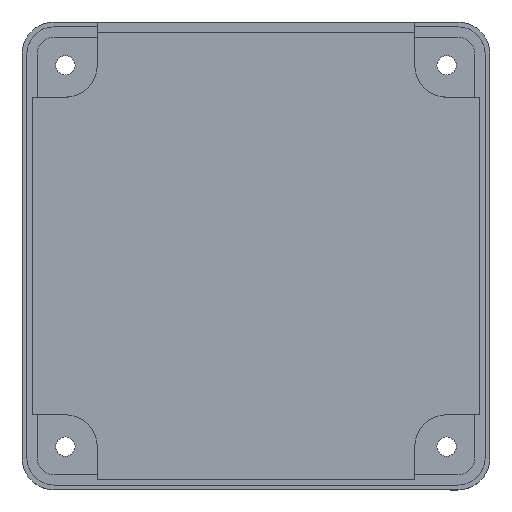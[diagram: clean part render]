
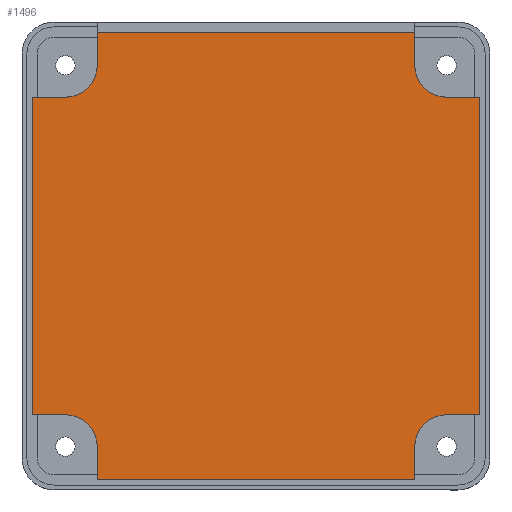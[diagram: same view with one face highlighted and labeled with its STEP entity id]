
A CAD part, top view. The second image highlights one B-rep face of the part: STEP entity #1496.
In plain terms, the highlighted planar face has unit normal (0, 0, 1).
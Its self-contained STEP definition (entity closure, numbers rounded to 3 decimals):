
#67=CIRCLE('',#1597,5.942);
#68=CIRCLE('',#1598,5.942);
#69=CIRCLE('',#1599,5.942);
#70=CIRCLE('',#1600,5.942);
#138=FACE_OUTER_BOUND('',#224,.T.);
#224=EDGE_LOOP('',(#1017,#1018,#1019,#1020,#1021,#1022,#1023,#1024,#1025,
#1026,#1027,#1028,#1029,#1030,#1031,#1032));
#319=LINE('',#2217,#475);
#326=LINE('',#2231,#482);
#334=LINE('',#2247,#490);
#335=LINE('',#2251,#491);
#336=LINE('',#2253,#492);
#337=LINE('',#2255,#493);
#338=LINE('',#2259,#494);
#339=LINE('',#2261,#495);
#340=LINE('',#2263,#496);
#341=LINE('',#2267,#497);
#342=LINE('',#2269,#498);
#343=LINE('',#2271,#499);
#475=VECTOR('',#1751,10.);
#482=VECTOR('',#1762,10.);
#490=VECTOR('',#1772,10.);
#491=VECTOR('',#1775,10.);
#492=VECTOR('',#1776,10.);
#493=VECTOR('',#1777,10.);
#494=VECTOR('',#1780,10.);
#495=VECTOR('',#1781,10.);
#496=VECTOR('',#1782,10.);
#497=VECTOR('',#1785,10.);
#498=VECTOR('',#1786,10.);
#499=VECTOR('',#1787,10.);
#631=VERTEX_POINT('',#2215);
#632=VERTEX_POINT('',#2216);
#637=VERTEX_POINT('',#2230);
#644=VERTEX_POINT('',#2246);
#645=VERTEX_POINT('',#2248);
#646=VERTEX_POINT('',#2250);
#647=VERTEX_POINT('',#2252);
#648=VERTEX_POINT('',#2254);
#649=VERTEX_POINT('',#2256);
#650=VERTEX_POINT('',#2258);
#651=VERTEX_POINT('',#2260);
#652=VERTEX_POINT('',#2262);
#653=VERTEX_POINT('',#2264);
#654=VERTEX_POINT('',#2266);
#655=VERTEX_POINT('',#2268);
#656=VERTEX_POINT('',#2270);
#775=EDGE_CURVE('',#631,#632,#319,.T.);
#782=EDGE_CURVE('',#637,#631,#326,.T.);
#790=EDGE_CURVE('',#632,#644,#334,.T.);
#791=EDGE_CURVE('',#644,#645,#67,.T.);
#792=EDGE_CURVE('',#645,#646,#335,.T.);
#793=EDGE_CURVE('',#646,#647,#336,.T.);
#794=EDGE_CURVE('',#647,#648,#337,.T.);
#795=EDGE_CURVE('',#648,#649,#68,.T.);
#796=EDGE_CURVE('',#649,#650,#338,.T.);
#797=EDGE_CURVE('',#650,#651,#339,.T.);
#798=EDGE_CURVE('',#651,#652,#340,.T.);
#799=EDGE_CURVE('',#652,#653,#69,.T.);
#800=EDGE_CURVE('',#653,#654,#341,.T.);
#801=EDGE_CURVE('',#654,#655,#342,.T.);
#802=EDGE_CURVE('',#655,#656,#343,.T.);
#803=EDGE_CURVE('',#656,#637,#70,.T.);
#1017=ORIENTED_EDGE('',*,*,#775,.T.);
#1018=ORIENTED_EDGE('',*,*,#790,.T.);
#1019=ORIENTED_EDGE('',*,*,#791,.T.);
#1020=ORIENTED_EDGE('',*,*,#792,.T.);
#1021=ORIENTED_EDGE('',*,*,#793,.T.);
#1022=ORIENTED_EDGE('',*,*,#794,.T.);
#1023=ORIENTED_EDGE('',*,*,#795,.T.);
#1024=ORIENTED_EDGE('',*,*,#796,.T.);
#1025=ORIENTED_EDGE('',*,*,#797,.T.);
#1026=ORIENTED_EDGE('',*,*,#798,.T.);
#1027=ORIENTED_EDGE('',*,*,#799,.T.);
#1028=ORIENTED_EDGE('',*,*,#800,.T.);
#1029=ORIENTED_EDGE('',*,*,#801,.T.);
#1030=ORIENTED_EDGE('',*,*,#802,.T.);
#1031=ORIENTED_EDGE('',*,*,#803,.T.);
#1032=ORIENTED_EDGE('',*,*,#782,.T.);
#1450=PLANE('',#1596);
#1496=ADVANCED_FACE('',(#138),#1450,.T.);
#1596=AXIS2_PLACEMENT_3D('',#2245,#1770,#1771);
#1597=AXIS2_PLACEMENT_3D('',#2249,#1773,#1774);
#1598=AXIS2_PLACEMENT_3D('',#2257,#1778,#1779);
#1599=AXIS2_PLACEMENT_3D('',#2265,#1783,#1784);
#1600=AXIS2_PLACEMENT_3D('',#2272,#1788,#1789);
#1751=DIRECTION('',(-1.,0.,0.));
#1762=DIRECTION('',(0.,1.,0.));
#1770=DIRECTION('center_axis',(0.,0.,
1.));
#1771=DIRECTION('ref_axis',(1.,0.,0.));
#1772=DIRECTION('',(0.,-1.,0.));
#1773=DIRECTION('center_axis',(0.,0.,
-1.));
#1774=DIRECTION('ref_axis',(0.,-1.,0.));
#1775=DIRECTION('',(-1.,0.,0.));
#1776=DIRECTION('',(0.,-1.,0.));
#1777=DIRECTION('',(1.,0.,0.));
#1778=DIRECTION('center_axis',(0.,0.,
-1.));
#1779=DIRECTION('ref_axis',(1.,0.,0.));
#1780=DIRECTION('',(0.,-1.,0.));
#1781=DIRECTION('',(1.,0.,0.));
#1782=DIRECTION('',(0.,1.,0.));
#1783=DIRECTION('center_axis',(0.,0.,
-1.));
#1784=DIRECTION('ref_axis',(0.,1.,0.));
#1785=DIRECTION('',(1.,0.,0.));
#1786=DIRECTION('',(0.,1.,0.));
#1787=DIRECTION('',(-1.,0.,0.));
#1788=DIRECTION('center_axis',(0.,0.,
-1.));
#1789=DIRECTION('ref_axis',(-1.,0.,0.));
#2215=CARTESIAN_POINT('',(29.662,41.816,0.));
#2216=CARTESIAN_POINT('',(-29.574,41.816,0.));
#2217=CARTESIAN_POINT('',(-14.765,41.816,0.));
#2230=CARTESIAN_POINT('',(29.662,35.736,0.));
#2231=CARTESIAN_POINT('',(29.662,21.546,0.));
#2245=CARTESIAN_POINT('Origin',(0.044,0.176,0.));
#2246=CARTESIAN_POINT('',(-29.574,35.736,0.));
#2247=CARTESIAN_POINT('',(-29.574,21.546,0.));
#2248=CARTESIAN_POINT('',(-35.516,29.795,0.));
#2249=CARTESIAN_POINT('Origin',(-35.516,35.736,0.));
#2250=CARTESIAN_POINT('',(-41.596,29.795,0.));
#2251=CARTESIAN_POINT('',(-20.376,29.795,0.));
#2252=CARTESIAN_POINT('',(-41.596,-29.442,0.));
#2253=CARTESIAN_POINT('',(-41.596,-18.644,0.));
#2254=CARTESIAN_POINT('',(-35.516,-29.442,0.));
#2255=CARTESIAN_POINT('',(-20.376,-29.442,0.));
#2256=CARTESIAN_POINT('',(-29.574,-35.384,0.));
#2257=CARTESIAN_POINT('Origin',(-35.516,-35.384,0.));
#2258=CARTESIAN_POINT('',(-29.574,-41.464,0.));
#2259=CARTESIAN_POINT('',(-29.574,-20.244,0.));
#2260=CARTESIAN_POINT('',(29.662,-41.464,0.));
#2261=CARTESIAN_POINT('',(18.864,-41.464,0.));
#2262=CARTESIAN_POINT('',(29.662,-35.384,0.));
#2263=CARTESIAN_POINT('',(29.662,-20.244,0.));
#2264=CARTESIAN_POINT('',(35.604,-29.442,0.));
#2265=CARTESIAN_POINT('Origin',(35.604,-35.384,0.));
#2266=CARTESIAN_POINT('',(41.684,-29.442,0.));
#2267=CARTESIAN_POINT('',(20.864,-29.442,0.));
#2268=CARTESIAN_POINT('',(41.684,29.795,0.));
#2269=CARTESIAN_POINT('',(41.684,18.996,0.));
#2270=CARTESIAN_POINT('',(35.604,29.795,0.));
#2271=CARTESIAN_POINT('',(20.464,29.795,0.));
#2272=CARTESIAN_POINT('Origin',(35.604,35.736,0.));
